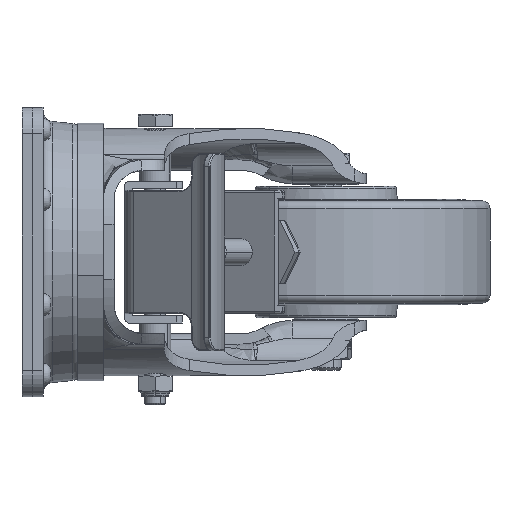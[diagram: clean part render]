
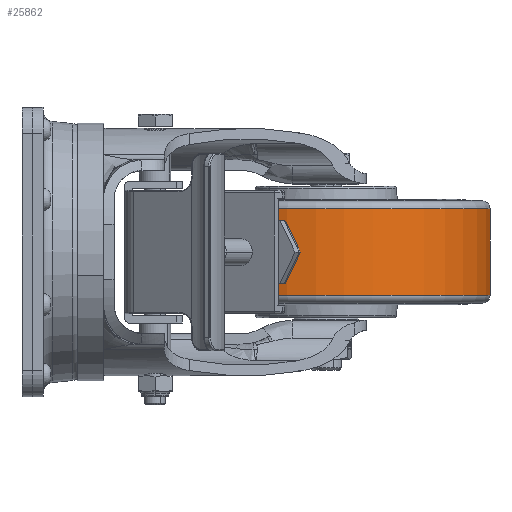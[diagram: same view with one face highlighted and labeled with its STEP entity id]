
A CAD part, left-side view. The second image highlights one B-rep face of the part: STEP entity #25862.
In plain terms, the highlighted cylindrical face has radius 62.5 mm (diameter 125 mm), a partial arc.
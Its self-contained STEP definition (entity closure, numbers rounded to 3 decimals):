
#45 = CARTESIAN_POINT ( 'NONE',  ( 50., -115.5, 32.348 ) ) ;
#175 = EDGE_CURVE ( 'NONE', #29935, #6130, #12687, .T. ) ;
#536 = VECTOR ( 'NONE', #2880, 1000. ) ;
#2880 = DIRECTION ( 'NONE',  ( 0., 0., 1. ) ) ;
#3109 = CARTESIAN_POINT ( 'NONE',  ( 12.842, -65.245, 16.418 ) ) ;
#3178 = DIRECTION ( 'NONE',  ( -0.595, 0.804, 0. ) ) ;
#4061 = CARTESIAN_POINT ( 'NONE',  ( 12.842, -65.245, -16.418 ) ) ;
#4718 = DIRECTION ( 'NONE',  ( 0., 0., 1. ) ) ;
#5521 = VERTEX_POINT ( 'NONE', #33533 ) ;
#6130 = VERTEX_POINT ( 'NONE', #7681 ) ;
#7681 = CARTESIAN_POINT ( 'NONE',  ( 87.158, -165.755, -16.418 ) ) ;
#7931 = CARTESIAN_POINT ( 'NONE',  ( 12.842, -65.245, 32.348 ) ) ;
#8105 = LINE ( 'NONE', #7931, #536 ) ;
#8255 = EDGE_LOOP ( 'NONE', ( #33216, #9341, #11793, #30636 ) ) ;
#9341 = ORIENTED_EDGE ( 'NONE', *, *, #175, .T. ) ;
#11328 = FACE_OUTER_BOUND ( 'NONE', #8255, .T. ) ;
#11793 = ORIENTED_EDGE ( 'NONE', *, *, #15397, .T. ) ;
#11816 = VECTOR ( 'NONE', #4718, 1000. ) ;
#11949 = AXIS2_PLACEMENT_3D ( 'NONE', #29224, #26736, #12901 ) ;
#12073 = EDGE_CURVE ( 'NONE', #29935, #18029, #8105, .T. ) ;
#12687 = CIRCLE ( 'NONE', #23016, 62.5 ) ;
#12901 = DIRECTION ( 'NONE',  ( -0.595, 0.804, 0. ) ) ;
#14515 = DIRECTION ( 'NONE',  ( 0.595, -0.804, 0. ) ) ;
#15397 = EDGE_CURVE ( 'NONE', #6130, #5521, #21565, .T. ) ;
#18029 = VERTEX_POINT ( 'NONE', #3109 ) ;
#19617 = CARTESIAN_POINT ( 'NONE',  ( 50., -115.5, -16.418 ) ) ;
#21031 = CARTESIAN_POINT ( 'NONE',  ( 87.158, -165.755, 32.348 ) ) ;
#21565 = LINE ( 'NONE', #21031, #11816 ) ;
#21622 = AXIS2_PLACEMENT_3D ( 'NONE', #45, #27796, #14515 ) ;
#23016 = AXIS2_PLACEMENT_3D ( 'NONE', #19617, #27726, #3178 ) ;
#25862 = ADVANCED_FACE ( 'NONE', ( #11328 ), #33547, .T. ) ;
#26736 = DIRECTION ( 'NONE',  ( 0., 0., -1. ) ) ;
#27726 = DIRECTION ( 'NONE',  ( 0., 0., 1. ) ) ;
#27796 = DIRECTION ( 'NONE',  ( 0., 0., 1. ) ) ;
#29224 = CARTESIAN_POINT ( 'NONE',  ( 50., -115.5, 16.418 ) ) ;
#29687 = CIRCLE ( 'NONE', #11949, 62.5 ) ;
#29935 = VERTEX_POINT ( 'NONE', #4061 ) ;
#30636 = ORIENTED_EDGE ( 'NONE', *, *, #33998, .T. ) ;
#33216 = ORIENTED_EDGE ( 'NONE', *, *, #12073, .F. ) ;
#33533 = CARTESIAN_POINT ( 'NONE',  ( 87.158, -165.755, 16.418 ) ) ;
#33547 = CYLINDRICAL_SURFACE ( 'NONE', #21622, 62.5 ) ;
#33998 = EDGE_CURVE ( 'NONE', #5521, #18029, #29687, .T. ) ;
